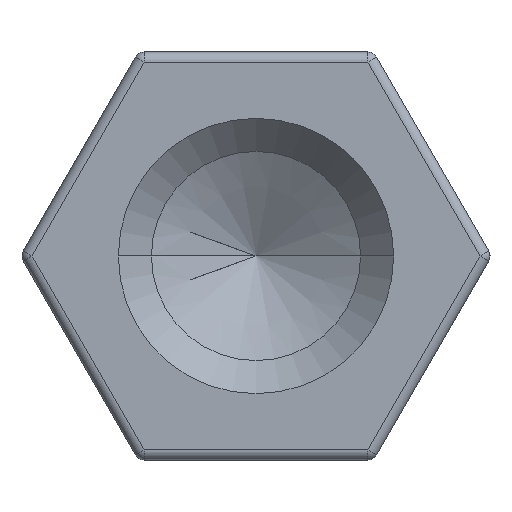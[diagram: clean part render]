
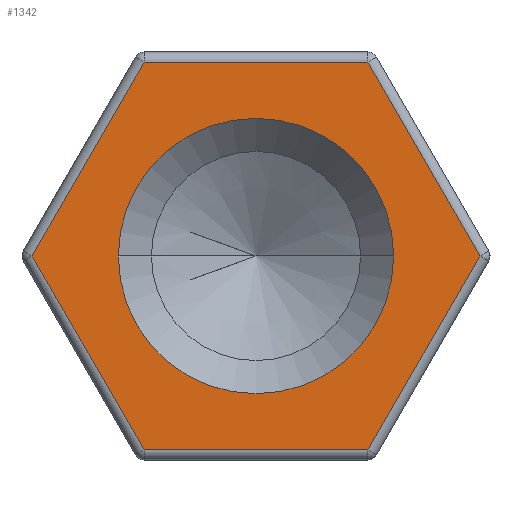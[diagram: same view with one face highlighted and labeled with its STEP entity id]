
A CAD part, left-side view. The second image highlights one B-rep face of the part: STEP entity #1342.
In plain terms, the highlighted planar face has unit normal (-1, 0, 0).
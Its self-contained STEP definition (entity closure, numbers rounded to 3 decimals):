
#60 = CARTESIAN_POINT ( 'NONE',  ( 0., -1.35, 0. ) ) ;
#65 = ORIENTED_EDGE ( 'NONE', *, *, #681, .T. ) ;
#77 = DIRECTION ( 'NONE',  ( 0., -0.5, -0.866 ) ) ;
#91 = DIRECTION ( 'NONE',  ( 1., 0., 0. ) ) ;
#107 = ORIENTED_EDGE ( 'NONE', *, *, #1275, .T. ) ;
#147 = EDGE_CURVE ( 'NONE', #1064, #463, #356, .T. ) ;
#195 = CIRCLE ( 'NONE', #1120, 1.35 ) ;
#201 = CARTESIAN_POINT ( 'NONE',  ( 0., -2.194, 0. ) ) ;
#246 = CARTESIAN_POINT ( 'NONE',  ( 0., -1.645, -0.95 ) ) ;
#295 = CARTESIAN_POINT ( 'NONE',  ( 0., 1.645, -0.95 ) ) ;
#303 = VERTEX_POINT ( 'NONE', #808 ) ;
#317 = CARTESIAN_POINT ( 'NONE',  ( 0., -1.645, 0.95 ) ) ;
#328 = DIRECTION ( 'NONE',  ( 0., -0.5, 0.866 ) ) ;
#356 = LINE ( 'NONE', #295, #924 ) ;
#390 = CIRCLE ( 'NONE', #559, 1.35 ) ;
#400 = EDGE_CURVE ( 'NONE', #1379, #602, #195, .T. ) ;
#403 = DIRECTION ( 'NONE',  ( 0., 0.5, 0.866 ) ) ;
#408 = ORIENTED_EDGE ( 'NONE', *, *, #1005, .T. ) ;
#410 = EDGE_LOOP ( 'NONE', ( #1221, #945 ) ) ;
#412 = CARTESIAN_POINT ( 'NONE',  ( 0., 1.35, 0. ) ) ;
#415 = CARTESIAN_POINT ( 'NONE',  ( 0., 0., -1.9 ) ) ;
#453 = EDGE_CURVE ( 'NONE', #463, #303, #1257, .T. ) ;
#458 = AXIS2_PLACEMENT_3D ( 'NONE', #1075, #1038, #1056 ) ;
#463 = VERTEX_POINT ( 'NONE', #540 ) ;
#474 = DIRECTION ( 'NONE',  ( 0., -1., 0. ) ) ;
#475 = VECTOR ( 'NONE', #328, 1000. ) ;
#478 = FACE_OUTER_BOUND ( 'NONE', #569, .T. ) ;
#512 = CARTESIAN_POINT ( 'NONE',  ( 0., 1.097, 1.9 ) ) ;
#540 = CARTESIAN_POINT ( 'NONE',  ( 0., 1.097, -1.9 ) ) ;
#553 = CARTESIAN_POINT ( 'NONE',  ( 0., 2.194, 0. ) ) ;
#559 = AXIS2_PLACEMENT_3D ( 'NONE', #779, #91, #890 ) ;
#569 = EDGE_LOOP ( 'NONE', ( #1012, #408, #107, #1250, #679, #65 ) ) ;
#602 = VERTEX_POINT ( 'NONE', #60 ) ;
#616 = VECTOR ( 'NONE', #882, 1000. ) ;
#650 = VECTOR ( 'NONE', #1114, 1000. ) ;
#679 = ORIENTED_EDGE ( 'NONE', *, *, #453, .T. ) ;
#681 = EDGE_CURVE ( 'NONE', #303, #991, #784, .T. ) ;
#708 = EDGE_CURVE ( 'NONE', #991, #1306, #1073, .T. ) ;
#779 = CARTESIAN_POINT ( 'NONE',  ( 0., 0., 0. ) ) ;
#784 = LINE ( 'NONE', #246, #475 ) ;
#808 = CARTESIAN_POINT ( 'NONE',  ( 0., -1.097, -1.9 ) ) ;
#850 = VECTOR ( 'NONE', #403, 1000. ) ;
#882 = DIRECTION ( 'NONE',  ( 0., 0.5, -0.866 ) ) ;
#890 = DIRECTION ( 'NONE',  ( 0., 1., 0. ) ) ;
#895 = DIRECTION ( 'NONE',  ( 0., 1., 0. ) ) ;
#898 = DIRECTION ( 'NONE',  ( 1., 0., 0. ) ) ;
#903 = CARTESIAN_POINT ( 'NONE',  ( 0., 0., 0. ) ) ;
#924 = VECTOR ( 'NONE', #77, 1000. ) ;
#945 = ORIENTED_EDGE ( 'NONE', *, *, #1231, .T. ) ;
#975 = PLANE ( 'NONE',  #458 ) ;
#985 = VECTOR ( 'NONE', #474, 1000. ) ;
#991 = VERTEX_POINT ( 'NONE', #201 ) ;
#1004 = CARTESIAN_POINT ( 'NONE',  ( 0., 0., 1.9 ) ) ;
#1005 = EDGE_CURVE ( 'NONE', #1306, #1401, #1284, .T. ) ;
#1012 = ORIENTED_EDGE ( 'NONE', *, *, #708, .T. ) ;
#1038 = DIRECTION ( 'NONE',  ( 1., 0., 0. ) ) ;
#1043 = CARTESIAN_POINT ( 'NONE',  ( 0., 1.645, 0.95 ) ) ;
#1056 = DIRECTION ( 'NONE',  ( 0., 1., 0. ) ) ;
#1064 = VERTEX_POINT ( 'NONE', #553 ) ;
#1073 = LINE ( 'NONE', #317, #850 ) ;
#1075 = CARTESIAN_POINT ( 'NONE',  ( 0., 0., 0. ) ) ;
#1114 = DIRECTION ( 'NONE',  ( 0., 1., 0. ) ) ;
#1120 = AXIS2_PLACEMENT_3D ( 'NONE', #903, #898, #895 ) ;
#1203 = LINE ( 'NONE', #1043, #616 ) ;
#1221 = ORIENTED_EDGE ( 'NONE', *, *, #400, .T. ) ;
#1231 = EDGE_CURVE ( 'NONE', #602, #1379, #390, .T. ) ;
#1250 = ORIENTED_EDGE ( 'NONE', *, *, #147, .T. ) ;
#1257 = LINE ( 'NONE', #415, #985 ) ;
#1275 = EDGE_CURVE ( 'NONE', #1401, #1064, #1203, .T. ) ;
#1284 = LINE ( 'NONE', #1004, #650 ) ;
#1303 = FACE_BOUND ( 'NONE', #410, .T. ) ;
#1306 = VERTEX_POINT ( 'NONE', #1382 ) ;
#1342 = ADVANCED_FACE ( 'NONE', ( #478, #1303 ), #975, .F. ) ;
#1379 = VERTEX_POINT ( 'NONE', #412 ) ;
#1382 = CARTESIAN_POINT ( 'NONE',  ( 0., -1.097, 1.9 ) ) ;
#1401 = VERTEX_POINT ( 'NONE', #512 ) ;
